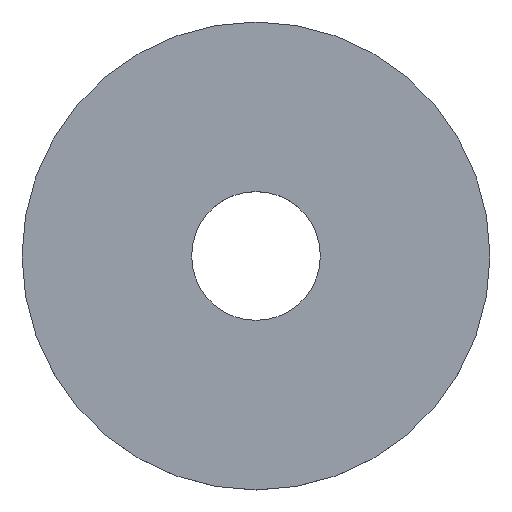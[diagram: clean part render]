
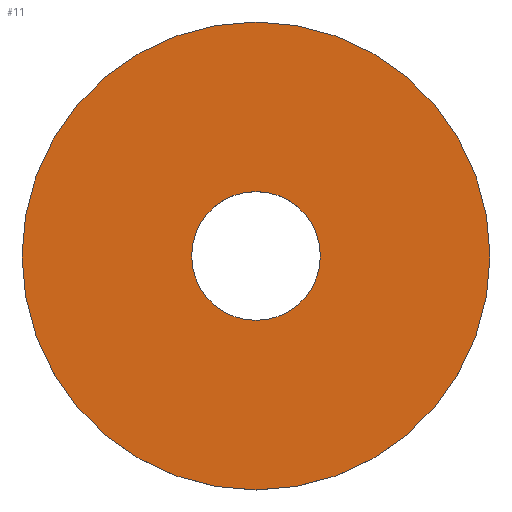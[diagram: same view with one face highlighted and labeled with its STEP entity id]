
A CAD part, top view. The second image highlights one B-rep face of the part: STEP entity #11.
In plain terms, the highlighted planar face has unit normal (0, 0, 1).
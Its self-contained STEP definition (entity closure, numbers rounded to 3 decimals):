
#11 = ADVANCED_FACE ( 'NONE', ( #132, #44 ), #88, .T. ) ;
#18 = VERTEX_POINT ( 'NONE', #90 ) ;
#19 = DIRECTION ( 'NONE',  ( 0., 0., -1. ) ) ;
#26 = AXIS2_PLACEMENT_3D ( 'NONE', #161, #136, #116 ) ;
#27 = EDGE_CURVE ( 'NONE', #18, #18, #69, .T. ) ;
#40 = CIRCLE ( 'NONE', #91, 11. ) ;
#44 = FACE_OUTER_BOUND ( 'NONE', #134, .T. ) ;
#49 = ORIENTED_EDGE ( 'NONE', *, *, #65, .T. ) ;
#52 = DIRECTION ( 'NONE',  ( 0., -1., 0. ) ) ;
#53 = ORIENTED_EDGE ( 'NONE', *, *, #27, .F. ) ;
#65 = EDGE_CURVE ( 'NONE', #149, #149, #40, .T. ) ;
#69 = CIRCLE ( 'NONE', #26, 40. ) ;
#76 = EDGE_LOOP ( 'NONE', ( #49 ) ) ;
#77 = CARTESIAN_POINT ( 'NONE',  ( 0., 11., 4. ) ) ;
#88 = PLANE ( 'NONE',  #163 ) ;
#90 = CARTESIAN_POINT ( 'NONE',  ( 0., 40., 4. ) ) ;
#91 = AXIS2_PLACEMENT_3D ( 'NONE', #120, #19, #92 ) ;
#92 = DIRECTION ( 'NONE',  ( 0., 1., 0. ) ) ;
#101 = CARTESIAN_POINT ( 'NONE',  ( 0., 11., 4. ) ) ;
#116 = DIRECTION ( 'NONE',  ( 0., 1., 0. ) ) ;
#117 = DIRECTION ( 'NONE',  ( 0., 0., 1. ) ) ;
#120 = CARTESIAN_POINT ( 'NONE',  ( 0., 0., 4. ) ) ;
#132 = FACE_BOUND ( 'NONE', #76, .T. ) ;
#134 = EDGE_LOOP ( 'NONE', ( #53 ) ) ;
#136 = DIRECTION ( 'NONE',  ( 0., 0., -1. ) ) ;
#149 = VERTEX_POINT ( 'NONE', #77 ) ;
#161 = CARTESIAN_POINT ( 'NONE',  ( 0., 0., 4. ) ) ;
#163 = AXIS2_PLACEMENT_3D ( 'NONE', #101, #117, #52 ) ;
